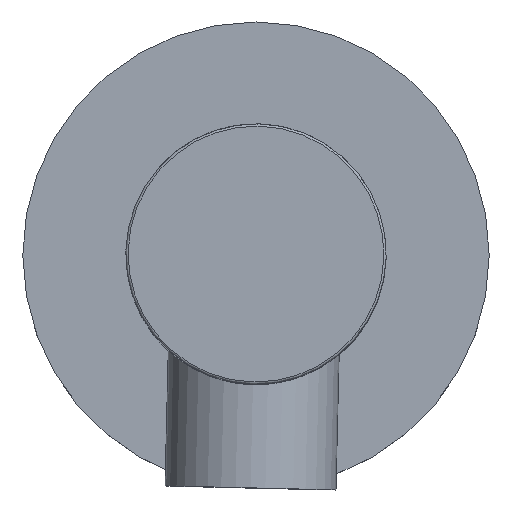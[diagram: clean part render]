
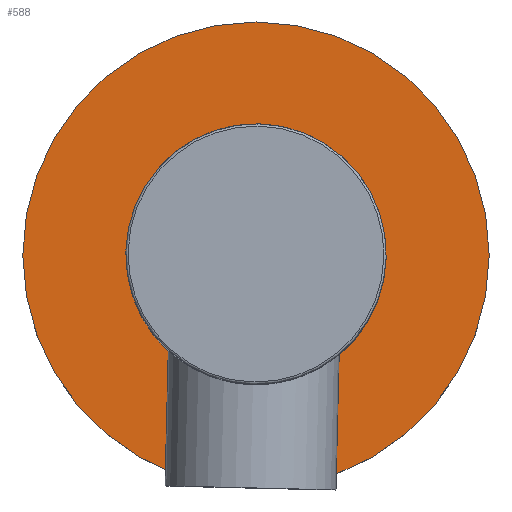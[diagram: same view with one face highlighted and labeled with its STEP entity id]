
A CAD part, top view. The second image highlights one B-rep face of the part: STEP entity #588.
In plain terms, the highlighted face is planar.
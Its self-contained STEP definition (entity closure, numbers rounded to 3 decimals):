
#179 = FACE_OUTER_BOUND ( 'NONE', #758, .T. ) ;
#196 = AXIS2_PLACEMENT_3D ( 'NONE', #855, #1465, #1481 ) ;
#361 = VERTEX_POINT ( 'NONE', #1410 ) ;
#438 = AXIS2_PLACEMENT_3D ( 'NONE', #984, #1347, #1453 ) ;
#493 = CIRCLE ( 'NONE', #196, 30. ) ;
#588 = ADVANCED_FACE ( 'NONE', ( #179 ), #1097, .F. ) ;
#642 = EDGE_CURVE ( 'NONE', #361, #361, #493, .T. ) ;
#686 = ORIENTED_EDGE ( 'NONE', *, *, #642, .F. ) ;
#758 = EDGE_LOOP ( 'NONE', ( #686 ) ) ;
#855 = CARTESIAN_POINT ( 'NONE',  ( 0., -9., 0. ) ) ;
#984 = CARTESIAN_POINT ( 'NONE',  ( 0., -9., 0. ) ) ;
#1097 = PLANE ( 'NONE',  #438 ) ;
#1347 = DIRECTION ( 'NONE',  ( 0., 1., 0. ) ) ;
#1410 = CARTESIAN_POINT ( 'NONE',  ( 0., -9., 30. ) ) ;
#1453 = DIRECTION ( 'NONE',  ( 0., 0., 1. ) ) ;
#1465 = DIRECTION ( 'NONE',  ( 0., 1., 0. ) ) ;
#1481 = DIRECTION ( 'NONE',  ( 0., 0., 1. ) ) ;
